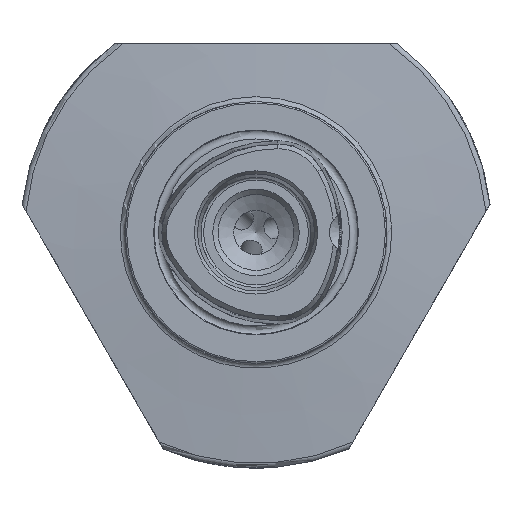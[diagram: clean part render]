
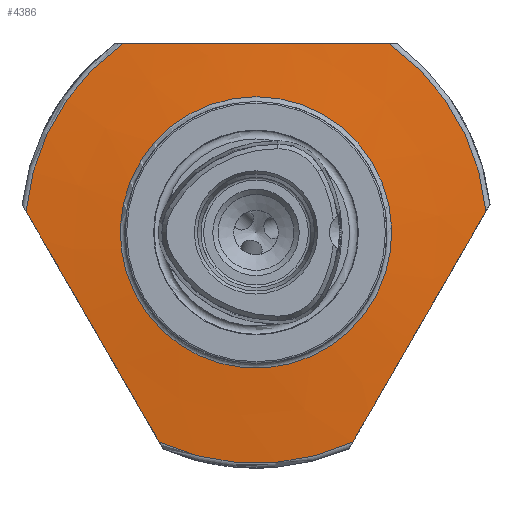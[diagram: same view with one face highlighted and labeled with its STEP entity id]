
A CAD part, left-side view. The second image highlights one B-rep face of the part: STEP entity #4386.
In plain terms, the highlighted conical face has half-angle 85 degrees and reference radius 44.087 mm.
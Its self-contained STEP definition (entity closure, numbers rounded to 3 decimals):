
#202 = VERTEX_POINT ( 'NONE', #3522 ) ;
#258 = DIRECTION ( 'NONE',  ( -1., 0., 0. ) ) ;
#278 = CARTESIAN_POINT ( 'NONE',  ( 22.586, 0., 0. ) ) ;
#379 = CARTESIAN_POINT ( 'NONE',  ( 22.193, -22.694, -32.692 ) ) ;
#639 = CARTESIAN_POINT ( 'NONE',  ( 22.193, 22.693, -32.695 ) ) ;
#732 = CIRCLE ( 'NONE', #4629, 44.087 ) ;
#812 = ORIENTED_EDGE ( 'NONE', *, *, #5572, .F. ) ;
#981 = CIRCLE ( 'NONE', #1021, 44.087 ) ;
#1021 = AXIS2_PLACEMENT_3D ( 'NONE', #1985, #2964, #3061 ) ;
#1034 = ORIENTED_EDGE ( 'NONE', *, *, #5783, .T. ) ;
#1065 = VERTEX_POINT ( 'NONE', #2276 ) ;
#1119 = CARTESIAN_POINT ( 'NONE',  ( 22.586, 18.452, -40.04 ) ) ;
#1185 = ORIENTED_EDGE ( 'NONE', *, *, #1359, .F. ) ;
#1359 = EDGE_CURVE ( 'NONE', #4515, #202, #5586, .T. ) ;
#1374 = CARTESIAN_POINT ( 'NONE',  ( 22.193, -39.661, -3.305 ) ) ;
#1561 = CARTESIAN_POINT ( 'NONE',  ( 22.586, 18.452, -40.04 ) ) ;
#1672 = CARTESIAN_POINT ( 'NONE',  ( 22.372, -21.21, 36. ) ) ;
#1732 = CARTESIAN_POINT ( 'NONE',  ( 20.996, 0., 25.913 ) ) ;
#1872 = FACE_OUTER_BOUND ( 'NONE', #3192, .T. ) ;
#1962 = CONICAL_SURFACE ( 'NONE', #3824, 44.087, 1.484 ) ;
#1985 = CARTESIAN_POINT ( 'NONE',  ( 22.586, 0., 0. ) ) ;
#2276 = CARTESIAN_POINT ( 'NONE',  ( 22.586, -25.45, 36. ) ) ;
#2433 = CARTESIAN_POINT ( 'NONE',  ( 22.586, -43.902, 4.04 ) ) ;
#2440 = DIRECTION ( 'NONE',  ( 0., 0., 1. ) ) ;
#2524 = CARTESIAN_POINT ( 'NONE',  ( 22.372, -20.573, -36.367 ) ) ;
#2627 = CARTESIAN_POINT ( 'NONE',  ( 22.372, 21.21, 36. ) ) ;
#2629 = VERTEX_POINT ( 'NONE', #1732 ) ;
#2644 = CARTESIAN_POINT ( 'NONE',  ( 22.586, 43.902, 4.04 ) ) ;
#2712 = CARTESIAN_POINT ( 'NONE',  ( 21.946, -8.488, 36. ) ) ;
#2876 = CARTESIAN_POINT ( 'NONE',  ( 22.586, -43.902, 4.04 ) ) ;
#2948 = CARTESIAN_POINT ( 'NONE',  ( 21.946, -26.937, -25.344 ) ) ;
#2964 = DIRECTION ( 'NONE',  ( -1., 0., 0. ) ) ;
#3061 = DIRECTION ( 'NONE',  ( 0., 0., 1. ) ) ;
#3183 = CARTESIAN_POINT ( 'NONE',  ( 22.372, 20.572, -36.368 ) ) ;
#3187 = CARTESIAN_POINT ( 'NONE',  ( 21.879, -4.247, 36. ) ) ;
#3192 = EDGE_LOOP ( 'NONE', ( #5668, #1034, #812, #4439, #1185, #6576 ) ) ;
#3488 = CARTESIAN_POINT ( 'NONE',  ( 22.586, 0., 0. ) ) ;
#3522 = CARTESIAN_POINT ( 'NONE',  ( 22.586, 43.902, 4.04 ) ) ;
#3665 = CARTESIAN_POINT ( 'NONE',  ( 21.946, 35.417, -10.656 ) ) ;
#3688 = CARTESIAN_POINT ( 'NONE',  ( 21.946, 26.933, -25.35 ) ) ;
#3692 = CARTESIAN_POINT ( 'NONE',  ( 21.946, 8.48, 36. ) ) ;
#3726 = CARTESIAN_POINT ( 'NONE',  ( 21.879, 29.054, -21.677 ) ) ;
#3741 = CIRCLE ( 'NONE', #5937, 25.913 ) ;
#3824 = AXIS2_PLACEMENT_3D ( 'NONE', #278, #3881, #5448 ) ;
#3881 = DIRECTION ( 'NONE',  ( 1., 0., 0. ) ) ;
#3886 = EDGE_CURVE ( 'NONE', #2629, #2629, #3741, .T. ) ;
#3921 = CARTESIAN_POINT ( 'NONE',  ( 22.586, -18.452, -40.04 ) ) ;
#4039 = B_SPLINE_CURVE_WITH_KNOTS ( 'NONE', 3,
 ( #2876, #4471, #1374, #5029, #5552, #6084, #2948, #379, #2524, #6207 ),
 .UNSPECIFIED., .F., .F.,
 ( 4, 2, 2, 2, 4 ),
 ( 0., 0.013, 0.025, 0.038, 0.051 ),
 .UNSPECIFIED. ) ;
#4055 = EDGE_CURVE ( 'NONE', #4515, #5843, #732, .T. ) ;
#4161 = EDGE_CURVE ( 'NONE', #5422, #202, #981, .T. ) ;
#4189 = CARTESIAN_POINT ( 'NONE',  ( 22.193, 16.966, 36. ) ) ;
#4386 = ADVANCED_FACE ( 'NONE', ( #4397, #1872 ), #1962, .T. ) ;
#4397 = FACE_BOUND ( 'NONE', #6665, .T. ) ;
#4439 = ORIENTED_EDGE ( 'NONE', *, *, #4161, .T. ) ;
#4459 = CIRCLE ( 'NONE', #6535, 44.087 ) ;
#4471 = CARTESIAN_POINT ( 'NONE',  ( 22.372, -41.782, 0.368 ) ) ;
#4515 = VERTEX_POINT ( 'NONE', #1561 ) ;
#4586 = CARTESIAN_POINT ( 'NONE',  ( 22.586, 25.45, 36. ) ) ;
#4629 = AXIS2_PLACEMENT_3D ( 'NONE', #3488, #5094, #2440 ) ;
#4765 = EDGE_CURVE ( 'NONE', #5966, #5843, #4039, .T. ) ;
#4851 = CARTESIAN_POINT ( 'NONE',  ( 22.586, -25.45, 36. ) ) ;
#4946 = CARTESIAN_POINT ( 'NONE',  ( 20.996, 0., 0. ) ) ;
#5029 = CARTESIAN_POINT ( 'NONE',  ( 21.946, -35.42, -10.65 ) ) ;
#5094 = DIRECTION ( 'NONE',  ( -1., 0., 0. ) ) ;
#5249 = CARTESIAN_POINT ( 'NONE',  ( 21.879, 33.296, -14.33 ) ) ;
#5284 = CARTESIAN_POINT ( 'NONE',  ( 22.193, 39.659, -3.308 ) ) ;
#5422 = VERTEX_POINT ( 'NONE', #4586 ) ;
#5448 = DIRECTION ( 'NONE',  ( 0., 0., -1. ) ) ;
#5469 = CARTESIAN_POINT ( 'NONE',  ( 22.586, 0., 0. ) ) ;
#5498 = DIRECTION ( 'NONE',  ( 0., 0., 1. ) ) ;
#5552 = CARTESIAN_POINT ( 'NONE',  ( 21.879, -33.3, -14.323 ) ) ;
#5572 = EDGE_CURVE ( 'NONE', #5422, #1065, #6374, .T. ) ;
#5586 = B_SPLINE_CURVE_WITH_KNOTS ( 'NONE', 3,
 ( #1119, #3183, #639, #3688, #3726, #5249, #3665, #5284, #5766, #2644 ),
 .UNSPECIFIED., .F., .F.,
 ( 4, 2, 2, 2, 4 ),
 ( 0., 0.013, 0.025, 0.038, 0.051 ),
 .UNSPECIFIED. ) ;
#5668 = ORIENTED_EDGE ( 'NONE', *, *, #4765, .F. ) ;
#5766 = CARTESIAN_POINT ( 'NONE',  ( 22.372, 41.781, 0.367 ) ) ;
#5783 = EDGE_CURVE ( 'NONE', #5966, #1065, #4459, .T. ) ;
#5798 = CARTESIAN_POINT ( 'NONE',  ( 22.586, 25.45, 36. ) ) ;
#5843 = VERTEX_POINT ( 'NONE', #3921 ) ;
#5862 = ORIENTED_EDGE ( 'NONE', *, *, #3886, .F. ) ;
#5937 = AXIS2_PLACEMENT_3D ( 'NONE', #4946, #258, #5498 ) ;
#5966 = VERTEX_POINT ( 'NONE', #2433 ) ;
#5997 = DIRECTION ( 'NONE',  ( 0., 0., 1. ) ) ;
#6084 = CARTESIAN_POINT ( 'NONE',  ( 21.879, -29.058, -21.67 ) ) ;
#6207 = CARTESIAN_POINT ( 'NONE',  ( 22.586, -18.452, -40.04 ) ) ;
#6340 = CARTESIAN_POINT ( 'NONE',  ( 21.879, 4.237, 36. ) ) ;
#6374 = B_SPLINE_CURVE_WITH_KNOTS ( 'NONE', 3,
 ( #5798, #2627, #4189, #3692, #6340, #3187, #2712, #6382, #1672, #4851 ),
 .UNSPECIFIED., .F., .F.,
 ( 4, 2, 2, 2, 4 ),
 ( 0.151, 0.164, 0.177, 0.19, 0.202 ),
 .UNSPECIFIED. ) ;
#6382 = CARTESIAN_POINT ( 'NONE',  ( 22.193, -16.97, 36. ) ) ;
#6535 = AXIS2_PLACEMENT_3D ( 'NONE', #5469, #6581, #5997 ) ;
#6576 = ORIENTED_EDGE ( 'NONE', *, *, #4055, .T. ) ;
#6581 = DIRECTION ( 'NONE',  ( -1., 0., 0. ) ) ;
#6665 = EDGE_LOOP ( 'NONE', ( #5862 ) ) ;
